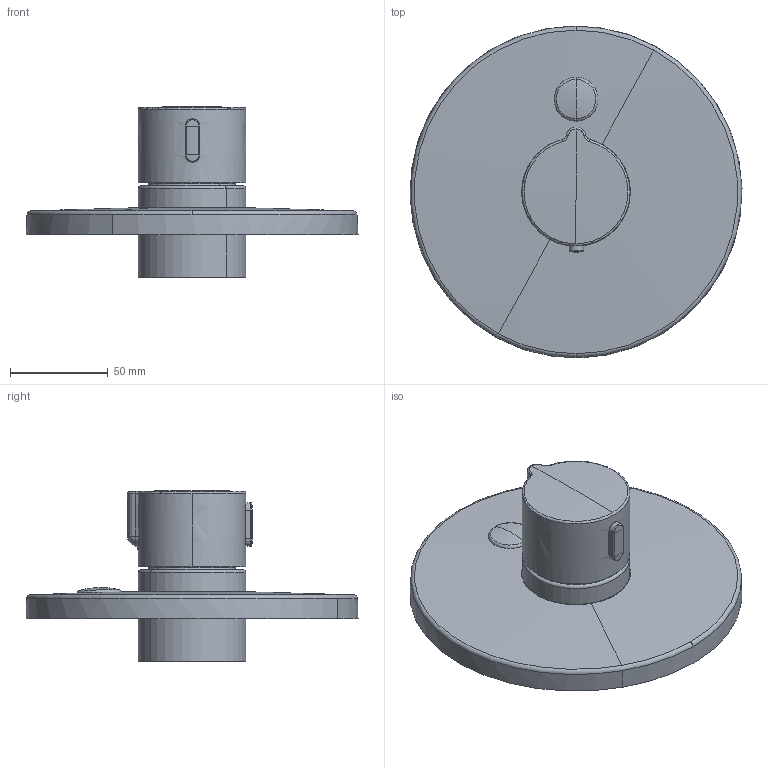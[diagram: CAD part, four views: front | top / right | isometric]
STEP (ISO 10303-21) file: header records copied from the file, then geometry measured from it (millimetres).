
FILE_DESCRIPTION (( 'STEP AP203' ), '1' );
FILE_NAME ('6627C(2017)+80919001.STEP', '2017-12-19T05:33:17', ( '' ), ( '' ), 'SwSTEP 2.0', 'SolidWorks 2016', '' );
FILE_SCHEMA (( 'CONFIG_CONTROL_DESIGN' ));
Length unit declared in the file: millimetre
Products named in the file (1): 6627C(2017)+80919001
Bounding box: 169.98 x 169.98 x 87.48 mm (x, y, z)
Volume: 470930.1 mm3; surface area: 65872.2 mm2
Topology: 1 solids, 1 shells, 51 faces, 127 edges, 84 vertices
Faces by surface type: torus 18, sphere 8, plane 7, cylinder 7, bspline 6, cone 5
Entity records: 1956 total; most frequent: CARTESIAN_POINT 707, ORIENTED_EDGE 254, DIRECTION 246, EDGE_CURVE 127, AXIS2_PLACEMENT_3D 116, VERTEX_POINT 84, CIRCLE 70, EDGE_LOOP 57
